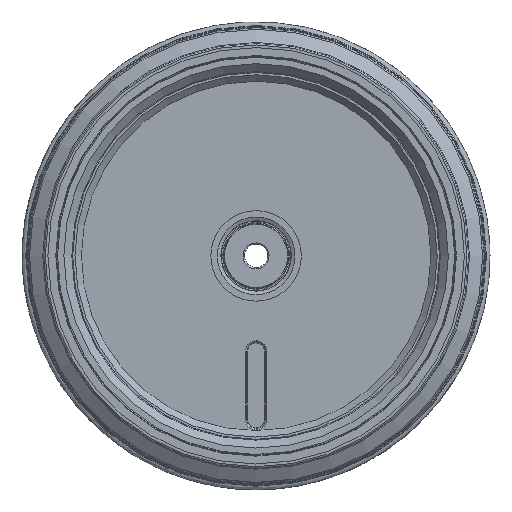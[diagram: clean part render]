
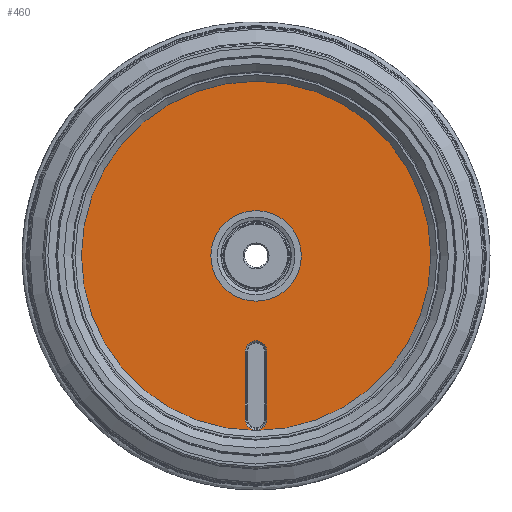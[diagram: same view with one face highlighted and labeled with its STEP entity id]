
A CAD part, top view. The second image highlights one B-rep face of the part: STEP entity #460.
In plain terms, the highlighted planar face has unit normal (0, 0, 1).
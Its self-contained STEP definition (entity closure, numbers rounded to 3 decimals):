
#360=LINE('',#2663,#376);
#361=LINE('',#2668,#377);
#376=VECTOR('',#2148,1.);
#377=VECTOR('',#2151,1.);
#435=PLANE('',#1812);
#460=ADVANCED_FACE('',(#576,#577,#578),#435,.T.);
#576=FACE_BOUND('',#713,.T.);
#577=FACE_BOUND('',#714,.T.);
#578=FACE_BOUND('',#715,.T.);
#713=EDGE_LOOP('',(#863,#864,#865,#866));
#714=EDGE_LOOP('',(#867));
#715=EDGE_LOOP('',(#868));
#863=ORIENTED_EDGE('',*,*,#1131,.T.);
#864=ORIENTED_EDGE('',*,*,#1132,.T.);
#865=ORIENTED_EDGE('',*,*,#1133,.T.);
#866=ORIENTED_EDGE('',*,*,#1134,.T.);
#867=ORIENTED_EDGE('',*,*,#1135,.F.);
#868=ORIENTED_EDGE('',*,*,#1129,.T.);
#1045=VERTEX_POINT('',#2659);
#1047=VERTEX_POINT('',#2664);
#1048=VERTEX_POINT('',#2665);
#1049=VERTEX_POINT('',#2667);
#1050=VERTEX_POINT('',#2669);
#1051=VERTEX_POINT('',#2672);
#1129=EDGE_CURVE('',#1045,#1045,#1225,.T.);
#1131=EDGE_CURVE('',#1047,#1048,#360,.T.);
#1132=EDGE_CURVE('',#1048,#1049,#1227,.T.);
#1133=EDGE_CURVE('',#1049,#1050,#361,.T.);
#1134=EDGE_CURVE('',#1050,#1047,#1228,.T.);
#1135=EDGE_CURVE('',#1051,#1051,#1229,.T.);
#1225=CIRCLE('',#1806,35.);
#1227=CIRCLE('',#1809,8.3);
#1228=CIRCLE('',#1810,8.3);
#1229=CIRCLE('',#1811,135.075);
#1806=AXIS2_PLACEMENT_3D('',#2658,#2142,#2143);
#1809=AXIS2_PLACEMENT_3D('',#2666,#2149,#2150);
#1810=AXIS2_PLACEMENT_3D('',#2670,#2152,#2153);
#1811=AXIS2_PLACEMENT_3D('',#2671,#2154,#2155);
#1812=AXIS2_PLACEMENT_3D('',#2673,#2156,#2157);
#2142=DIRECTION('',(0.,0.,-1.));
#2143=DIRECTION('',(0.175,0.985,0.));
#2148=DIRECTION('',(0.,-1.,0.));
#2149=DIRECTION('',(0.,0.,-1.));
#2150=DIRECTION('',(0.175,0.985,0.));
#2151=DIRECTION('',(0.,1.,0.));
#2152=DIRECTION('',(0.,0.,-1.));
#2153=DIRECTION('',(0.175,0.985,0.));
#2154=DIRECTION('',(0.,0.,-1.));
#2155=DIRECTION('',(0.175,0.985,0.));
#2156=DIRECTION('',(0.,0.,1.));
#2157=DIRECTION('',(0.175,0.985,0.));
#2658=CARTESIAN_POINT('',(0.,0.,-44.93));
#2659=CARTESIAN_POINT('',(6.114,34.462,-44.93));
#2663=CARTESIAN_POINT('',(8.3,0.,-44.93));
#2664=CARTESIAN_POINT('',(8.3,-73.8,-44.93));
#2665=CARTESIAN_POINT('',(8.3,-126.2,-44.93));
#2666=CARTESIAN_POINT('',(0.,-126.2,-44.93));
#2667=CARTESIAN_POINT('',(-8.3,-126.2,-44.93));
#2668=CARTESIAN_POINT('',(-8.3,0.,-44.93));
#2669=CARTESIAN_POINT('',(-8.3,-73.8,-44.93));
#2670=CARTESIAN_POINT('',(0.,-73.8,-44.93));
#2671=CARTESIAN_POINT('',(0.,0.,-44.93));
#2672=CARTESIAN_POINT('',(23.595,132.998,-44.93));
#2673=CARTESIAN_POINT('',(-35.,0.,-44.93));
